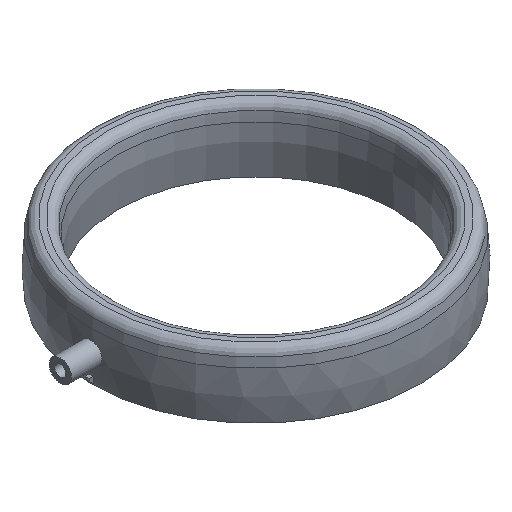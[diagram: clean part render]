
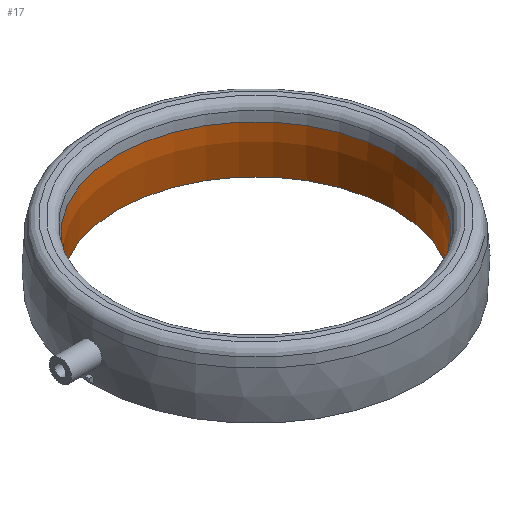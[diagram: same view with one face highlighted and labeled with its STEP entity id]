
A CAD part, isometric view. The second image highlights one B-rep face of the part: STEP entity #17.
In plain terms, the highlighted face is a revolution surface.
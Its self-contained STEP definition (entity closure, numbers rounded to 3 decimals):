
#17 = ADVANCED_FACE('',(#18),#46,.F.);
#18 = FACE_BOUND('',#19,.F.);
#19 = EDGE_LOOP('',(#20,#29,#38,#45));
#20 = ORIENTED_EDGE('',*,*,#21,.T.);
#21 = EDGE_CURVE('',#22,#22,#24,.T.);
#22 = VERTEX_POINT('',#23);
#23 = CARTESIAN_POINT('',(-74.918,0.,0.2));
#24 = CIRCLE('',#25,74.918);
#25 = AXIS2_PLACEMENT_3D('',#26,#27,#28);
#26 = CARTESIAN_POINT('',(0.,0.,0.2));
#27 = DIRECTION('',(0.,0.,1.));
#28 = DIRECTION('',(-1.,0.,0.));
#29 = ORIENTED_EDGE('',*,*,#30,.T.);
#30 = EDGE_CURVE('',#22,#31,#33,.T.);
#31 = VERTEX_POINT('',#32);
#32 = CARTESIAN_POINT('',(-74.918,0.,26.));
#33 = CIRCLE('',#34,89.782);
#34 = AXIS2_PLACEMENT_3D('',#35,#36,#37);
#35 = CARTESIAN_POINT('',(-163.768,0.,13.1));
#36 = DIRECTION('',(0.,-1.,0.));
#37 = DIRECTION('',(1.,0.,0.));
#38 = ORIENTED_EDGE('',*,*,#39,.F.);
#39 = EDGE_CURVE('',#31,#31,#40,.T.);
#40 = CIRCLE('',#41,74.918);
#41 = AXIS2_PLACEMENT_3D('',#42,#43,#44);
#42 = CARTESIAN_POINT('',(0.,0.,26.));
#43 = DIRECTION('',(0.,0.,1.));
#44 = DIRECTION('',(-1.,0.,0.));
#45 = ORIENTED_EDGE('',*,*,#30,.F.);
#46 = SURFACE_OF_REVOLUTION('',#47,#52);
#47 = CIRCLE('',#48,89.782);
#48 = AXIS2_PLACEMENT_3D('',#49,#50,#51);
#49 = CARTESIAN_POINT('',(-163.768,0.,13.1));
#50 = DIRECTION('',(0.,-1.,0.));
#51 = DIRECTION('',(1.,0.,0.));
#52 = AXIS1_PLACEMENT('',#53,#54);
#53 = CARTESIAN_POINT('',(0.,0.,0.));
#54 = DIRECTION('',(0.,0.,1.));
